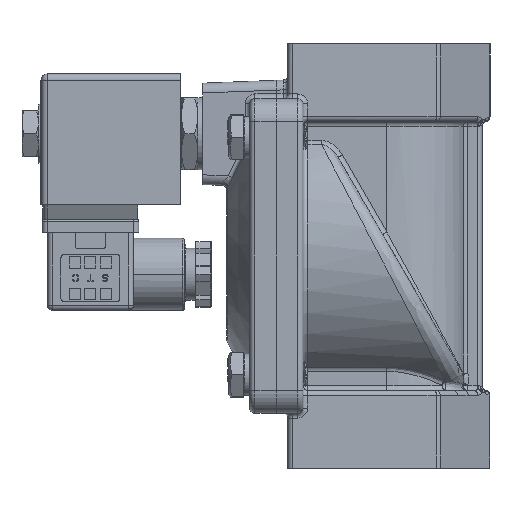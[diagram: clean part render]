
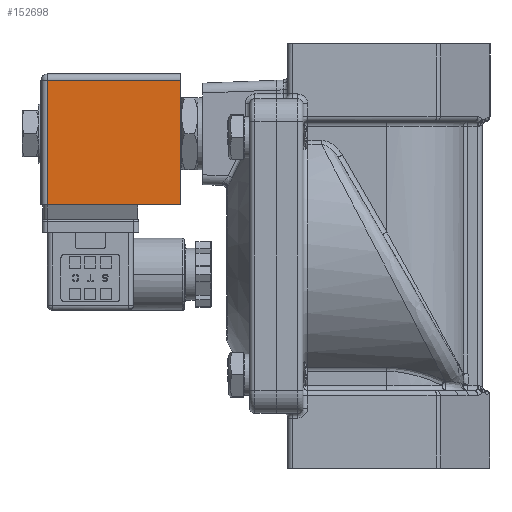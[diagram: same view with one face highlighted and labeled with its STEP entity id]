
A CAD part, left-side view. The second image highlights one B-rep face of the part: STEP entity #152698.
In plain terms, the highlighted planar face has unit normal (-1, 0, 0).
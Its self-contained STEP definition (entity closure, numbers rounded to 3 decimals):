
#3147 = LINE ( 'NONE', #99025, #128303 ) ;
#8691 = DIRECTION ( 'NONE',  ( 0., 0., -1. ) ) ;
#16223 = LINE ( 'NONE', #110199, #149351 ) ;
#16430 = VERTEX_POINT ( 'NONE', #91625 ) ;
#31192 = ORIENTED_EDGE ( 'NONE', *, *, #103608, .T. ) ;
#50609 = ORIENTED_EDGE ( 'NONE', *, *, #126362, .T. ) ;
#50798 = DIRECTION ( 'NONE',  ( -1., 0., 0. ) ) ;
#54627 = CARTESIAN_POINT ( 'NONE',  ( -17.925, 94.7, 53.62 ) ) ;
#65365 = LINE ( 'NONE', #107118, #69281 ) ;
#67438 = VECTOR ( 'NONE', #118603, 1000. ) ;
#69281 = VECTOR ( 'NONE', #8691, 1000. ) ;
#75345 = PLANE ( 'NONE',  #82100 ) ;
#82100 = AXIS2_PLACEMENT_3D ( 'NONE', #125679, #50798, #138274 ) ;
#87087 = EDGE_LOOP ( 'NONE', ( #31192, #131483, #50609, #152025 ) ) ;
#91625 = CARTESIAN_POINT ( 'NONE',  ( -17.925, 135.4, 15.62 ) ) ;
#99025 = CARTESIAN_POINT ( 'NONE',  ( -17.925, 94.7, 15.62 ) ) ;
#100404 = FACE_OUTER_BOUND ( 'NONE', #87087, .T. ) ;
#103608 = EDGE_CURVE ( 'NONE', #16430, #115044, #16223, .T. ) ;
#107118 = CARTESIAN_POINT ( 'NONE',  ( -17.925, 135.4, 15.62 ) ) ;
#110086 = CARTESIAN_POINT ( 'NONE',  ( -17.925, 135.4, 53.62 ) ) ;
#110199 = CARTESIAN_POINT ( 'NONE',  ( -17.925, 94.7, 15.62 ) ) ;
#115044 = VERTEX_POINT ( 'NONE', #130397 ) ;
#115609 = VERTEX_POINT ( 'NONE', #128030 ) ;
#118603 = DIRECTION ( 'NONE',  ( 0., 1., 0. ) ) ;
#118782 = EDGE_CURVE ( 'NONE', #115044, #115609, #3147, .T. ) ;
#122737 = DIRECTION ( 'NONE',  ( 0., -1., 0. ) ) ;
#125162 = DIRECTION ( 'NONE',  ( 0., 0., 1. ) ) ;
#125679 = CARTESIAN_POINT ( 'NONE',  ( -17.925, 94.7, 15.62 ) ) ;
#126362 = EDGE_CURVE ( 'NONE', #115609, #157403, #134094, .T. ) ;
#128030 = CARTESIAN_POINT ( 'NONE',  ( -17.925, 94.7, 53.62 ) ) ;
#128303 = VECTOR ( 'NONE', #125162, 1000. ) ;
#130397 = CARTESIAN_POINT ( 'NONE',  ( -17.925, 94.7, 15.62 ) ) ;
#131483 = ORIENTED_EDGE ( 'NONE', *, *, #118782, .T. ) ;
#134094 = LINE ( 'NONE', #54627, #67438 ) ;
#138274 = DIRECTION ( 'NONE',  ( 0., 0., 1. ) ) ;
#147235 = EDGE_CURVE ( 'NONE', #157403, #16430, #65365, .T. ) ;
#149351 = VECTOR ( 'NONE', #122737, 1000. ) ;
#152025 = ORIENTED_EDGE ( 'NONE', *, *, #147235, .T. ) ;
#152698 = ADVANCED_FACE ( 'NONE', ( #100404 ), #75345, .T. ) ;
#157403 = VERTEX_POINT ( 'NONE', #110086 ) ;
